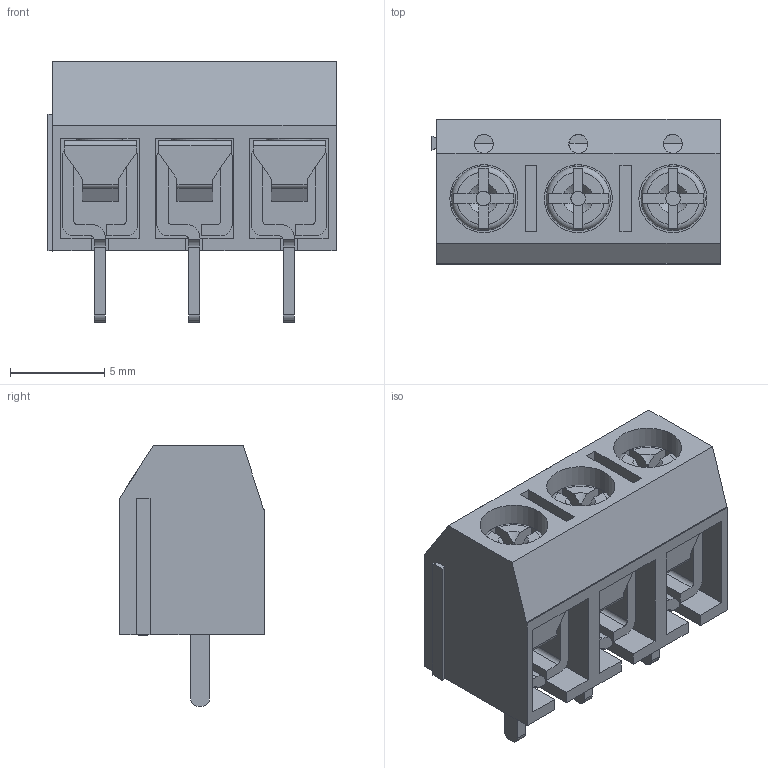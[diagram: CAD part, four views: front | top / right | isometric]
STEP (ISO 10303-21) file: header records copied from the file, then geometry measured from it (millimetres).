
FILE_DESCRIPTION(('FreeCAD Model'),'2;1');
FILE_NAME('Open CASCADE Shape Model','2024-06-28T10:54:30',(''),(''), 'Open CASCADE STEP processor 7.6','FreeCAD','Unknown');
FILE_SCHEMA(('AUTOMOTIVE_DESIGN { 1 0 10303 214 1 1 1 1 }'));
Length unit declared in the file: millimetre
Products named in the file (14): KLS2-360-5.00-3P-2S; Frame; Screws; Body001; Body002; Body003; Plates; Plate001; Plate002; Plate003; Contacts; Contact001; Contact002; Contact003
Assembly tree (13 placements, depth 3):
  KLS2-360-5.00-3P-2S
    Frame
    Screws
      Body001
      Body002
      Body003
    Plates
      Plate001
      Plate002
      Plate003
    Contacts
      Contact001
      Contact002
      Contact003
Bounding box: 15.25 x 7.68 x 13.79 mm (x, y, z)
Volume: 708.1 mm3; surface area: 2075.9 mm2
Topology: 10 solids, 10 shells, 359 faces, 979 edges, 648 vertices
Faces by surface type: plane 238, cylinder 90, cone 15, torus 9, bspline 7
Full cylindrical faces by diameter (mm): 0.772 x3, 1 x3, 1.8 x3, 2 x3, 2.4 x3, 2.6 x3, 3.4 x3, 3.6 x3
Entity records: 12489 total; most frequent: CARTESIAN_POINT 2903, ORIENTED_EDGE 1958, DIRECTION 1930, EDGE_CURVE 979, VERTEX_POINT 648, LINE 646, VECTOR 646, AXIS2_PLACEMENT_3D 642
